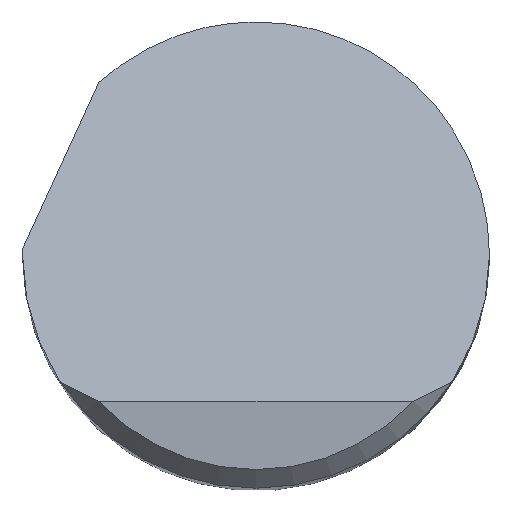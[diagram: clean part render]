
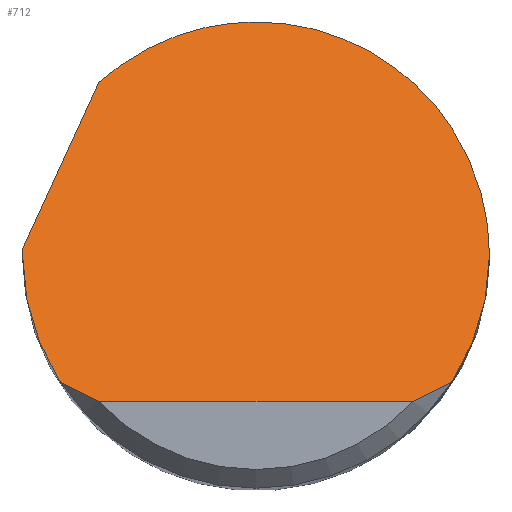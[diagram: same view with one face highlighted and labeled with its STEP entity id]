
A CAD part, top view. The second image highlights one B-rep face of the part: STEP entity #712.
In plain terms, the highlighted planar face has unit normal (0, 0.707, 0.707).
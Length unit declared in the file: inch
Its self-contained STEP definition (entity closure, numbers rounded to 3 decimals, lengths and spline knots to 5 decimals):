
#10 = CARTESIAN_POINT ( 'NONE',  ( -0.157, -0.1025, 2.985 ) ) ;
#13 = CARTESIAN_POINT ( 'NONE',  ( 0.12629, -0.1175, 3. ) ) ;
#14 = VERTEX_POINT ( 'NONE', #878 ) ;
#21 = ORIENTED_EDGE ( 'NONE', *, *, #890, .T. ) ;
#25 = CARTESIAN_POINT ( 'NONE',  ( 0.17704, -0.0718, 2.9543 ) ) ;
#29 = DIRECTION ( 'NONE',  ( 0., -0.707, -0.707 ) ) ;
#40 = ORIENTED_EDGE ( 'NONE', *, *, #565, .T. ) ;
#48 = CARTESIAN_POINT ( 'NONE',  ( 0.1875, 0., 2.8825 ) ) ;
#62 = EDGE_CURVE ( 'NONE', #14, #790, #155, .T. ) ;
#63 = CARTESIAN_POINT ( 'NONE',  ( -0.12625, 0.13863, 2.74387 ) ) ;
#86 = CARTESIAN_POINT ( 'NONE',  ( -0.1369, -0.11288, 2.99538 ) ) ;
#105 = CARTESIAN_POINT ( 'NONE',  ( -0.12629, -0.1175, 3. ) ) ;
#129 = CARTESIAN_POINT ( 'NONE',  ( -0.1875, 0.00167, 2.88083 ) ) ;
#155 =( BOUNDED_CURVE ( )  B_SPLINE_CURVE ( 3, ( #63, #620, #886, #48 ),
 .UNSPECIFIED., .F., .T. ) 
 B_SPLINE_CURVE_WITH_KNOTS ( ( 4, 4 ),
 ( 5.54449, 7.85398 ),
 .UNSPECIFIED. ) 
 CURVE ( )  GEOMETRIC_REPRESENTATION_ITEM ( )  RATIONAL_B_SPLINE_CURVE ( ( 1., 0.603, 0.603, 1. ) ) 
 REPRESENTATION_ITEM ( '' )  );
#189 = VERTEX_POINT ( 'NONE', #13 ) ;
#191 = CARTESIAN_POINT ( 'NONE',  ( -0.18743, 0.005, 2.8775 ) ) ;
#195 = EDGE_CURVE ( 'NONE', #233, #14, #701, .T. ) ;
#201 = CARTESIAN_POINT ( 'NONE',  ( -0.1875, -0.03666, 2.91916 ) ) ;
#205 = VERTEX_POINT ( 'NONE', #633 ) ;
#207 =( BOUNDED_CURVE ( )  B_SPLINE_CURVE ( 3, ( #670, #129, #539, #191 ),
 .UNSPECIFIED., .F., .T. ) 
 B_SPLINE_CURVE_WITH_KNOTS ( ( 4, 4 ),
 ( 4.71239, 4.73906 ),
 .UNSPECIFIED. ) 
 CURVE ( )  GEOMETRIC_REPRESENTATION_ITEM ( )  RATIONAL_B_SPLINE_CURVE ( ( 1., 1., 1., 1. ) ) 
 REPRESENTATION_ITEM ( '' )  );
#221 = CARTESIAN_POINT ( 'NONE',  ( -0.18743, 0.005, 2.8775 ) ) ;
#230 = LINE ( 'NONE', #294, #471 ) ;
#232 = ORIENTED_EDGE ( 'NONE', *, *, #880, .F. ) ;
#233 = VERTEX_POINT ( 'NONE', #221 ) ;
#240 = PLANE ( 'NONE',  #443 ) ;
#243 = CARTESIAN_POINT ( 'NONE',  ( -0.1875, -0.1175, 3. ) ) ;
#250 = FACE_OUTER_BOUND ( 'NONE', #270, .T. ) ;
#252 = EDGE_CURVE ( 'NONE', #189, #836, #301, .T. ) ;
#264 = VERTEX_POINT ( 'NONE', #105 ) ;
#266 = CARTESIAN_POINT ( 'NONE',  ( -0.1875, 0., 2.8825 ) ) ;
#270 = EDGE_LOOP ( 'NONE', ( #40, #709, #756, #567, #444, #272, #232, #21 ) ) ;
#271 =( BOUNDED_CURVE ( )  B_SPLINE_CURVE ( 3, ( #591, #316, #25, #723 ),
 .UNSPECIFIED., .F., .T. ) 
 B_SPLINE_CURVE_WITH_KNOTS ( ( 4, 4 ),
 ( 1.5708, 2.14917 ),
 .UNSPECIFIED. ) 
 CURVE ( )  GEOMETRIC_REPRESENTATION_ITEM ( )  RATIONAL_B_SPLINE_CURVE ( ( 1., 0.972, 0.972, 1. ) ) 
 REPRESENTATION_ITEM ( '' )  );
#272 = ORIENTED_EDGE ( 'NONE', *, *, #772, .F. ) ;
#277 = CARTESIAN_POINT ( 'NONE',  ( -0.1875, 0., 2.8825 ) ) ;
#294 = CARTESIAN_POINT ( 'NONE',  ( 0., -0.1175, 3. ) ) ;
#301 = B_SPLINE_CURVE_WITH_KNOTS ( 'NONE', 3,
 ( #382, #310, #595, #718 ),
 .UNSPECIFIED., .F., .F.,
 ( 4, 4 ),
 ( 0., 0.00095 ),
 .UNSPECIFIED. ) ;
#310 = CARTESIAN_POINT ( 'NONE',  ( 0.1369, -0.11288, 2.99538 ) ) ;
#316 = CARTESIAN_POINT ( 'NONE',  ( 0.1875, -0.03666, 2.91916 ) ) ;
#369 = DIRECTION ( 'NONE',  ( 0.308, 0.673, -0.673 ) ) ;
#382 = CARTESIAN_POINT ( 'NONE',  ( 0.12629, -0.1175, 3. ) ) ;
#420 = CARTESIAN_POINT ( 'NONE',  ( -0.17704, -0.0718, 2.9543 ) ) ;
#424 =( BOUNDED_CURVE ( )  B_SPLINE_CURVE ( 3, ( #636, #420, #201, #277 ),
 .UNSPECIFIED., .F., .T. ) 
 B_SPLINE_CURVE_WITH_KNOTS ( ( 4, 4 ),
 ( 4.13401, 4.71239 ),
 .UNSPECIFIED. ) 
 CURVE ( )  GEOMETRIC_REPRESENTATION_ITEM ( )  RATIONAL_B_SPLINE_CURVE ( ( 1., 0.972, 0.972, 1. ) ) 
 REPRESENTATION_ITEM ( '' )  );
#434 = CARTESIAN_POINT ( 'NONE',  ( -0.23821, -0.10589, 2.98839 ) ) ;
#443 = AXIS2_PLACEMENT_3D ( 'NONE', #243, #29, #662 ) ;
#444 = ORIENTED_EDGE ( 'NONE', *, *, #195, .F. ) ;
#471 = VECTOR ( 'NONE', #561, 39.37008 ) ;
#505 = CARTESIAN_POINT ( 'NONE',  ( -0.12629, -0.1175, 3. ) ) ;
#539 = CARTESIAN_POINT ( 'NONE',  ( -0.18748, 0.00333, 2.87917 ) ) ;
#561 = DIRECTION ( 'NONE',  ( 1., 0., 0. ) ) ;
#565 = EDGE_CURVE ( 'NONE', #264, #189, #230, .T. ) ;
#567 = ORIENTED_EDGE ( 'NONE', *, *, #62, .F. ) ;
#591 = CARTESIAN_POINT ( 'NONE',  ( 0.1875, 0., 2.8825 ) ) ;
#595 = CARTESIAN_POINT ( 'NONE',  ( 0.14711, -0.10785, 2.99035 ) ) ;
#617 = B_SPLINE_CURVE_WITH_KNOTS ( 'NONE', 3,
 ( #10, #773, #86, #505 ),
 .UNSPECIFIED., .F., .F.,
 ( 4, 4 ),
 ( 0., 0.00095 ),
 .UNSPECIFIED. ) ;
#620 = CARTESIAN_POINT ( 'NONE',  ( 0.014, 0.26635, 2.61615 ) ) ;
#633 = CARTESIAN_POINT ( 'NONE',  ( -0.157, -0.1025, 2.985 ) ) ;
#636 = CARTESIAN_POINT ( 'NONE',  ( -0.157, -0.1025, 2.985 ) ) ;
#652 = EDGE_CURVE ( 'NONE', #790, #836, #271, .T. ) ;
#662 = DIRECTION ( 'NONE',  ( 0., 0.707, -0.707 ) ) ;
#665 = CARTESIAN_POINT ( 'NONE',  ( 0.157, -0.1025, 2.985 ) ) ;
#670 = CARTESIAN_POINT ( 'NONE',  ( -0.1875, 0., 2.8825 ) ) ;
#701 = LINE ( 'NONE', #434, #809 ) ;
#709 = ORIENTED_EDGE ( 'NONE', *, *, #252, .T. ) ;
#712 = ADVANCED_FACE ( 'NONE', ( #250 ), #240, .F. ) ;
#718 = CARTESIAN_POINT ( 'NONE',  ( 0.157, -0.1025, 2.985 ) ) ;
#723 = CARTESIAN_POINT ( 'NONE',  ( 0.157, -0.1025, 2.985 ) ) ;
#756 = ORIENTED_EDGE ( 'NONE', *, *, #652, .F. ) ;
#772 = EDGE_CURVE ( 'NONE', #794, #233, #207, .T. ) ;
#773 = CARTESIAN_POINT ( 'NONE',  ( -0.14711, -0.10785, 2.99035 ) ) ;
#790 = VERTEX_POINT ( 'NONE', #879 ) ;
#794 = VERTEX_POINT ( 'NONE', #266 ) ;
#809 = VECTOR ( 'NONE', #369, 39.37008 ) ;
#836 = VERTEX_POINT ( 'NONE', #665 ) ;
#878 = CARTESIAN_POINT ( 'NONE',  ( -0.12625, 0.13863, 2.74387 ) ) ;
#879 = CARTESIAN_POINT ( 'NONE',  ( 0.1875, 0., 2.8825 ) ) ;
#880 = EDGE_CURVE ( 'NONE', #205, #794, #424, .T. ) ;
#886 = CARTESIAN_POINT ( 'NONE',  ( 0.1875, 0.18969, 2.69281 ) ) ;
#890 = EDGE_CURVE ( 'NONE', #205, #264, #617, .T. ) ;
